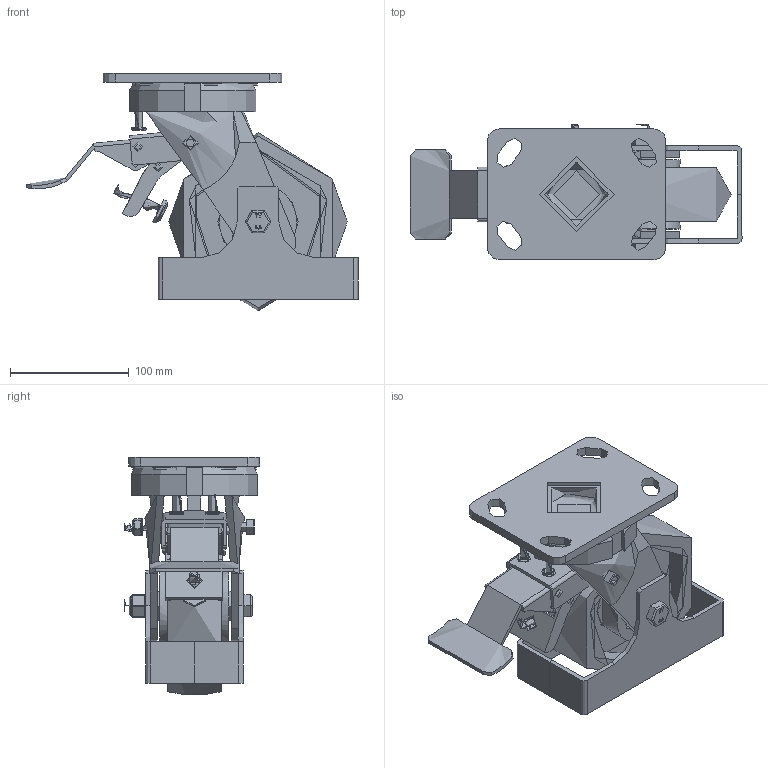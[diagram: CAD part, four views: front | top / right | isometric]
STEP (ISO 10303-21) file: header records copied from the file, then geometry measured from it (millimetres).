
FILE_DESCRIPTION(/* description */ (''),/* implementation_level */ '2;1');
FILE_NAME(/* name */ 'BZK150NYBJSWBFG.step',/* time_stamp */ '2025-05-08T11:40:50+01:00',/* author */ (''),/* organization */ (''),/* preprocessor_version */ 'ST-DEVELOPER v20.1',/* originating_system */ 'Autodesk Translation Framework v14.4.0.0',/* authorisation */ '');
FILE_SCHEMA (('AUTOMOTIVE_DESIGN { 1 0 10303 214 3 1 1 }'));
Products named in the file (47): BZK150NYBJSWBFG; BZXH150WNYBJM20 v1; BEARING6204; BEARING62042; BALL BEARINGS; BEARING6204 (1); BEARING62042 (1); BALL BEARINGS (1); Component3; INNER; OUTER; MIDDLE; RUBBER; BSM20XM30; ZINC PLATED BEARING SPACER; BZXH150WNYBJ; WHITE NYLON WHEEL; BZK150ASSWB - 62 v1; FABRICATED STEEL TOP PLATE (1); FABRICATED STEEL BRAKE (1); NUT (1); BRAKE 1 (1); BRAKE PEDAL (1); NUT2 (1); BRAKE BOLT (1); BOLT (1); BOLT2 (1); BOLT3 (1); BOLT4 (1); WASHER (1); BZK150ASSWB BRAKE TEST v1 (1); BRAKE 2 (1); LOCKING BOLTS (1); FABRICATED STEEL FORKS (1); TH20X2X12 v1; ZINC PLATED HEADED SPACER; TH20X2X12 v1 (1); ZINC PLATED HEADED SPACER (1); FGF1506012 v2; A005186 ...
Assembly tree (65 placements, depth 6):
  BZK150NYBJSWBFG
    BZXH150WNYBJM20 v1
      BEARING6204
        BEARING62042
          INNER
          OUTER
          BALL BEARINGS
            Component3  x8
          MIDDLE
          RUBBER
      BEARING6204 (1)
        BEARING62042 (1)
          BALL BEARINGS (1)
            Component3  x8
          INNER
          OUTER
          MIDDLE
          RUBBER
      BSM20XM30
        ZINC PLATED BEARING SPACER
      BZXH150WNYBJ
        WHITE NYLON WHEEL
    BZK150ASSWB - 62 v1
      FABRICATED STEEL TOP PLATE (1)
      FABRICATED STEEL BRAKE (1)
        NUT (1)
        BRAKE 1 (1)
        BRAKE PEDAL (1)
        NUT2 (1)
        BRAKE BOLT (1)
        BOLT (1)
        BOLT2 (1)
        BOLT3 (1)
        BOLT4 (1)
        WASHER (1)
        BZK150ASSWB BRAKE TEST v1 (1)
          BRAKE 2 (1)
        LOCKING BOLTS (1)
      FABRICATED STEEL FORKS (1)
    TH20X2X12 v1
      ZINC PLATED HEADED SPACER
    TH20X2X12 v1 (1)
      ZINC PLATED HEADED SPACER (1)
    FGF1506012 v2
      A005186
      A005186 (1)
    BOLTM12X100Z8.8 v2
      GRADE 8.8 FULLY THREADED ZINC PLATED BOLT
    NYLOCM12Z14MM v1
      NYLOC NUT
        NUT (2)
        RUBBER (1)
Bounding box: 279 x 114 x 199.66 mm (x, y, z)
Volume: 1052792.2 mm3; surface area: 338169 mm2
Topology: 52 solids, 52 shells, 1494 faces, 3791 edges, 2484 vertices
Faces by surface type: plane 566, cylinder 435, bspline 368, sphere 84, torus 33, cone 8
Full cylindrical faces by diameter (mm): 6 x38, 7 x1, 8 x41, 9.836 x34, 10 x1, 11.834 x45, 12 x5, 12.2 x2, 13 x5, 14 x3, 15 x1, 18 x1, 18.5 x1, 19.8 x2, 20 x2, 21.5 x1, 25 x2, 25.4 x1, 27 x2, 28.5 x8, 30.8 x4, 31.3 x4, 40.3 x4, 40.5 x5, 40.8 x4, 42 x10, 47 x2, 63 x2, 65 x3, 107 x1
Entity records: 84602 total; most frequent: CARTESIAN_POINT 57771, ORIENTED_EDGE 5632, DIRECTION 4664, EDGE_CURVE 2816, VERTEX_POINT 1846, AXIS2_PLACEMENT_3D 1698, EDGE_LOOP 1324, LINE 1268
